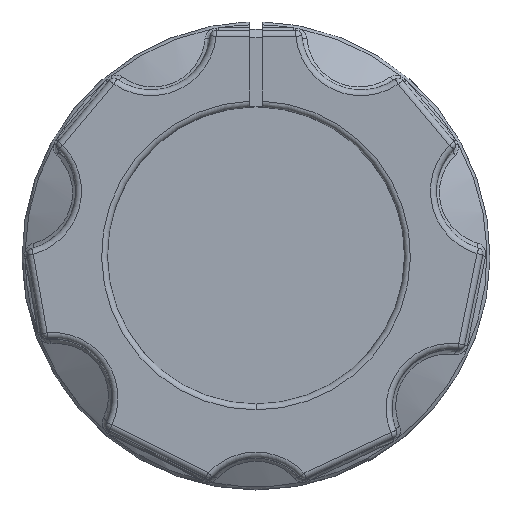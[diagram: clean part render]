
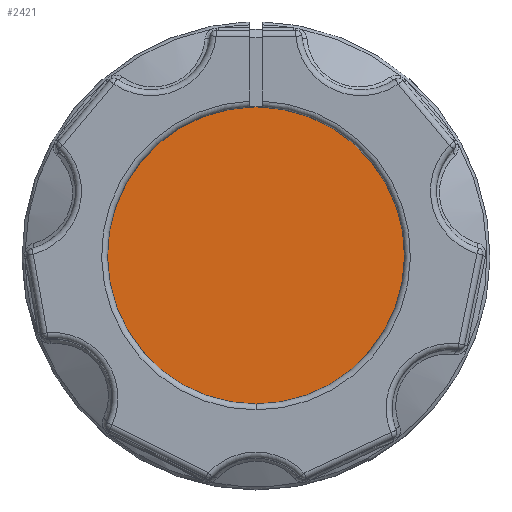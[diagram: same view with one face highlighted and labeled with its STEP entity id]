
A CAD part, top view. The second image highlights one B-rep face of the part: STEP entity #2421.
In plain terms, the highlighted planar face has unit normal (0, 0, 1).
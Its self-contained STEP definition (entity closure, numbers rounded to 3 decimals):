
#1068=CARTESIAN_POINT('',(0.0,-4.763,10.725));
#1069=VERTEX_POINT('',#1068);
#1095=CARTESIAN_POINT('',(-0.0,4.763,10.725));
#1096=VERTEX_POINT('',#1095);
#1103=CARTESIAN_POINT('',(0.0,0.0,10.725));
#1104=DIRECTION('',(0.0,0.0,1.0));
#1105=DIRECTION('',(1.0,0.0,-0.0));
#1106=AXIS2_PLACEMENT_3D('',#1103,#1104,#1105);
#1107=CIRCLE('',#1106,4.763);
#1108=EDGE_CURVE('n� 2643',#1069,#1096,#1107,.T.);
#1127=CARTESIAN_POINT('',(0.0,0.0,10.725));
#1128=DIRECTION('',(0.0,0.0,1.0));
#1129=DIRECTION('',(1.0,0.0,-0.0));
#1130=AXIS2_PLACEMENT_3D('',#1127,#1128,#1129);
#1131=CIRCLE('',#1130,4.763);
#1132=EDGE_CURVE('n� 2638',#1096,#1069,#1131,.T.);
#2412=ORIENTED_EDGE('',*,*,#1132,.T.);
#2413=ORIENTED_EDGE('',*,*,#1108,.T.);
#2414=EDGE_LOOP('',(#2412,#2413));
#2415=FACE_OUTER_BOUND('',#2414,.T.);
#2416=CARTESIAN_POINT('',(0.0,0.0,10.725));
#2417=DIRECTION('',(0.0,0.0,1.0));
#2418=DIRECTION('',(1.0,0.0,-0.0));
#2419=AXIS2_PLACEMENT_3D('',#2416,#2417,#2418);
#2420=PLANE('',#2419);
#2421=ADVANCED_FACE('n� 2662',(#2415),#2420,.T.);
